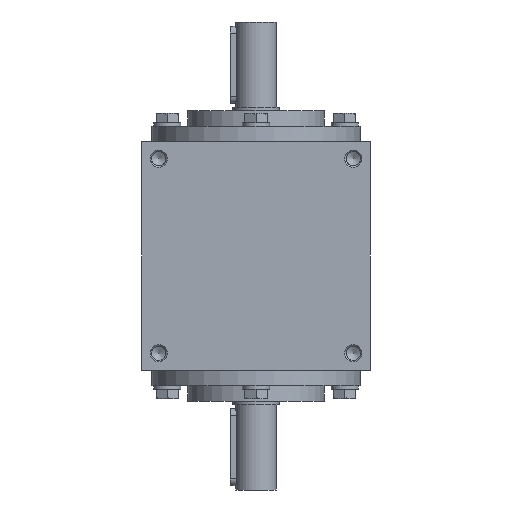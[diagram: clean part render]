
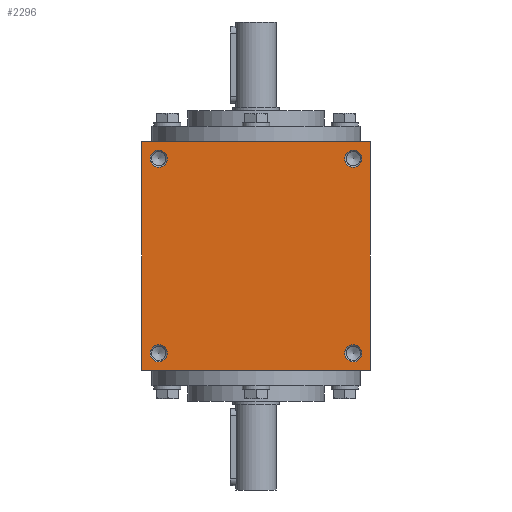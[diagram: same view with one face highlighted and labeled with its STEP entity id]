
A CAD part, left-side view. The second image highlights one B-rep face of the part: STEP entity #2296.
In plain terms, the highlighted face is planar.
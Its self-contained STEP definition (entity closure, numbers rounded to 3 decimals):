
#298=LINE('',#4137,#338);
#302=LINE('',#4154,#342);
#305=LINE('',#4170,#345);
#308=LINE('',#4184,#348);
#338=VECTOR('',#3338,1000.);
#342=VECTOR('',#3352,1000.);
#345=VECTOR('',#3367,1000.);
#348=VECTOR('',#3380,1000.);
#776=ORIENTED_EDGE('',*,*,#1198,.F.);
#777=ORIENTED_EDGE('',*,*,#1199,.T.);
#778=ORIENTED_EDGE('',*,*,#1200,.F.);
#779=ORIENTED_EDGE('',*,*,#1201,.T.);
#780=ORIENTED_EDGE('',*,*,#1168,.F.);
#781=ORIENTED_EDGE('',*,*,#1191,.F.);
#782=ORIENTED_EDGE('',*,*,#1184,.F.);
#783=ORIENTED_EDGE('',*,*,#1176,.F.);
#1168=EDGE_CURVE('',#1384,#1385,#298,.T.);
#1176=EDGE_CURVE('',#1385,#1392,#302,.T.);
#1184=EDGE_CURVE('',#1392,#1399,#305,.T.);
#1191=EDGE_CURVE('',#1399,#1384,#308,.T.);
#1198=EDGE_CURVE('',#1410,#1410,#1548,.T.);
#1199=EDGE_CURVE('',#1411,#1411,#1549,.T.);
#1200=EDGE_CURVE('',#1412,#1412,#1550,.T.);
#1201=EDGE_CURVE('',#1413,#1413,#1551,.T.);
#1384=VERTEX_POINT('',#4138);
#1385=VERTEX_POINT('',#4139);
#1392=VERTEX_POINT('',#4155);
#1399=VERTEX_POINT('',#4171);
#1410=VERTEX_POINT('',#4199);
#1411=VERTEX_POINT('',#4201);
#1412=VERTEX_POINT('',#4203);
#1413=VERTEX_POINT('',#4205);
#1548=CIRCLE('',#2697,5.);
#1549=CIRCLE('',#2698,5.);
#1550=CIRCLE('',#2699,5.);
#1551=CIRCLE('',#2700,5.);
#1731=EDGE_LOOP('',(#776));
#1732=EDGE_LOOP('',(#777));
#1733=EDGE_LOOP('',(#778));
#1734=EDGE_LOOP('',(#779));
#1735=EDGE_LOOP('',(#780,#781,#782,#783));
#2021=FACE_BOUND('',#1731,.T.);
#2022=FACE_BOUND('',#1732,.T.);
#2023=FACE_BOUND('',#1733,.T.);
#2024=FACE_BOUND('',#1734,.T.);
#2025=FACE_BOUND('',#1735,.T.);
#2209=PLANE('',#2696);
#2296=ADVANCED_FACE('',(#2021,#2022,#2023,#2024,#2025),#2209,.F.);
#2696=AXIS2_PLACEMENT_3D('',#4197,#3394,#3395);
#2697=AXIS2_PLACEMENT_3D('',#4198,#3396,#3397);
#2698=AXIS2_PLACEMENT_3D('',#4200,#3398,#3399);
#2699=AXIS2_PLACEMENT_3D('',#4202,#3400,#3401);
#2700=AXIS2_PLACEMENT_3D('',#4204,#3402,#3403);
#3338=DIRECTION('',(0.,-1.,0.));
#3352=DIRECTION('',(1.,0.,0.));
#3367=DIRECTION('',(0.,1.,0.));
#3380=DIRECTION('',(-1.,0.,0.));
#3394=DIRECTION('',(0.,0.,1.));
#3395=DIRECTION('',(1.,0.,0.));
#3396=DIRECTION('',(0.,0.,-1.));
#3397=DIRECTION('',(-1.,0.,0.));
#3398=DIRECTION('',(0.,0.,1.));
#3399=DIRECTION('',(1.,0.,0.));
#3400=DIRECTION('',(0.,0.,-1.));
#3401=DIRECTION('',(-1.,0.,0.));
#3402=DIRECTION('',(0.,0.,1.));
#3403=DIRECTION('',(1.,0.,0.));
#4137=CARTESIAN_POINT('',(-67.,67.,-67.));
#4138=CARTESIAN_POINT('',(-67.,67.,-67.));
#4139=CARTESIAN_POINT('',(-67.,-67.,-67.));
#4154=CARTESIAN_POINT('',(-67.,-67.,-67.));
#4155=CARTESIAN_POINT('',(67.,-67.,-67.));
#4170=CARTESIAN_POINT('',(67.,-67.,-67.));
#4171=CARTESIAN_POINT('',(67.,67.,-67.));
#4184=CARTESIAN_POINT('',(67.,67.,-67.));
#4197=CARTESIAN_POINT('',(0.,0.,-67.));
#4198=CARTESIAN_POINT('',(-57.,57.,-67.));
#4199=CARTESIAN_POINT('',(-62.,57.,-67.));
#4200=CARTESIAN_POINT('',(57.,57.,-67.));
#4201=CARTESIAN_POINT('',(62.,57.,-67.));
#4202=CARTESIAN_POINT('',(-57.,-57.,-67.));
#4203=CARTESIAN_POINT('',(-62.,-57.,-67.));
#4204=CARTESIAN_POINT('',(57.,-57.,-67.));
#4205=CARTESIAN_POINT('',(62.,-57.,-67.));
